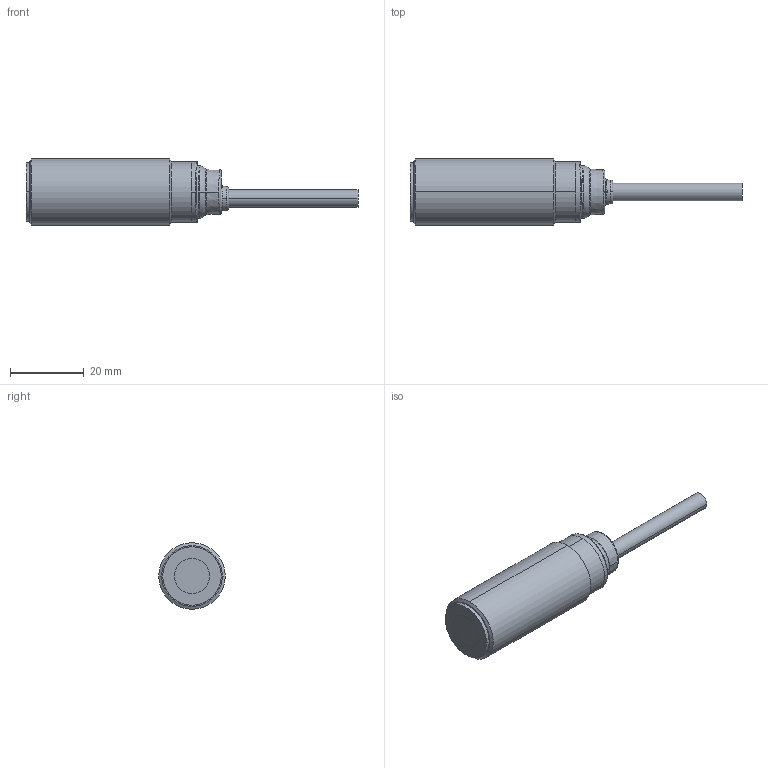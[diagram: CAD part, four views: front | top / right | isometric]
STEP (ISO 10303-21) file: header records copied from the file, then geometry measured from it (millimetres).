
FILE_DESCRIPTION (( 'STEP AP214' ), '1' );
FILE_NAME ('UK6A-D1-0A.step', '2018-04-12T21:42:46', ( '' ), ( '' ), 'SwSTEP 2.0', 'SolidWorks 2017', '' );
FILE_SCHEMA (( 'AUTOMOTIVE_DESIGN' ));
Length unit declared in the file: inch
Products named in the file (1): UK6A-D1-0A
Bounding box: 89.85 x 18 x 18 mm (x, y, z)
Volume: 12901.2 mm3; surface area: 4794.9 mm2
Topology: 4 solids, 4 shells, 62 faces, 138 edges, 80 vertices
Faces by surface type: bspline 21, cylinder 19, plane 14, cone 8
Entity records: 7424 total; most frequent: CARTESIAN_POINT 5326, ORIENTED_EDGE 264, DIRECTION 237, EDGE_CURVE 132, AXIS2_PLACEMENT_3D 103, VERTEX_POINT 80, UNCERTAINTY_MEASURE_WITH_UNIT 68, LENGTH_MEASURE_WITH_UNIT 68
